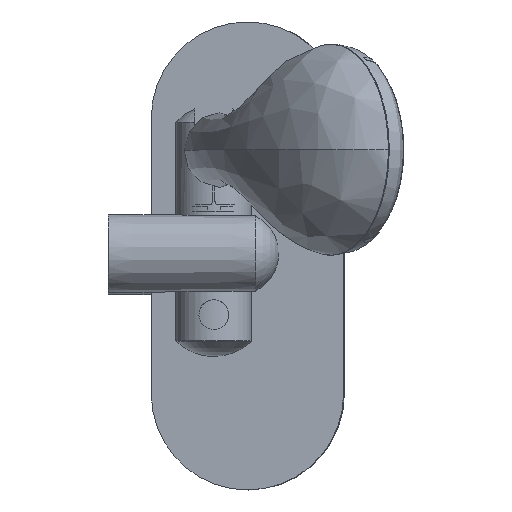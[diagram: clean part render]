
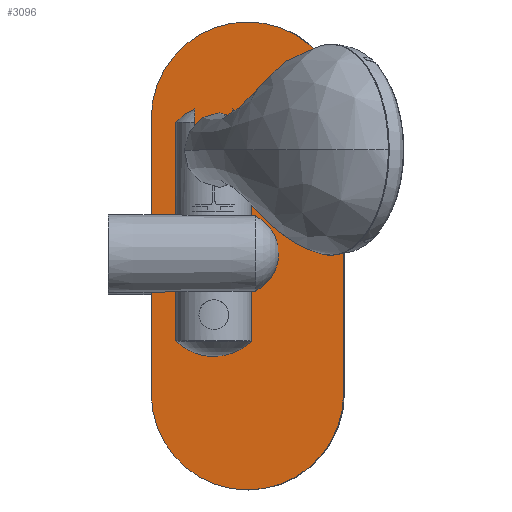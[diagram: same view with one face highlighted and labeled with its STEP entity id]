
A CAD part, top view. The second image highlights one B-rep face of the part: STEP entity #3096.
In plain terms, the highlighted planar face has unit normal (-0.052, 0, 0.999).
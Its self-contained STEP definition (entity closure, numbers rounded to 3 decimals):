
#58=LINE('',#4904,#182);
#73=LINE('',#4990,#197);
#74=LINE('',#4992,#198);
#75=LINE('',#4996,#199);
#76=LINE('',#4999,#200);
#182=VECTOR('',#3799,1000.);
#197=VECTOR('',#3850,1000.);
#198=VECTOR('',#3851,1000.);
#199=VECTOR('',#3854,1000.);
#200=VECTOR('',#3857,1000.);
#855=ORIENTED_EDGE('',*,*,#1587,.F.);
#856=ORIENTED_EDGE('',*,*,#1588,.F.);
#857=ORIENTED_EDGE('',*,*,#1589,.F.);
#858=ORIENTED_EDGE('',*,*,#1590,.F.);
#859=ORIENTED_EDGE('',*,*,#1591,.F.);
#860=ORIENTED_EDGE('',*,*,#1556,.F.);
#861=ORIENTED_EDGE('',*,*,#1592,.F.);
#862=ORIENTED_EDGE('',*,*,#1593,.F.);
#1556=EDGE_CURVE('',#2110,#2111,#58,.T.);
#1587=EDGE_CURVE('',#2134,#2135,#2575,.T.);
#1588=EDGE_CURVE('',#2136,#2134,#73,.T.);
#1589=EDGE_CURVE('',#2137,#2136,#74,.T.);
#1590=EDGE_CURVE('',#2138,#2137,#2576,.T.);
#1591=EDGE_CURVE('',#2111,#2138,#75,.T.);
#1592=EDGE_CURVE('',#2139,#2110,#2577,.T.);
#1593=EDGE_CURVE('',#2135,#2139,#76,.T.);
#2110=VERTEX_POINT('',#4903);
#2111=VERTEX_POINT('',#4905);
#2134=VERTEX_POINT('',#4988);
#2135=VERTEX_POINT('',#4989);
#2136=VERTEX_POINT('',#4991);
#2137=VERTEX_POINT('',#4993);
#2138=VERTEX_POINT('',#4995);
#2139=VERTEX_POINT('',#4998);
#2575=CIRCLE('',#3565,45.635);
#2576=CIRCLE('',#3566,11.366);
#2577=CIRCLE('',#3567,45.634);
#2680=EDGE_LOOP('',(#855,#856,#857,#858,#859,#860,#861,#862));
#2867=FACE_BOUND('',#2680,.T.);
#3042=PLANE('',#3564);
#3096=ADVANCED_FACE('',(#2867),#3042,.F.);
#3564=AXIS2_PLACEMENT_3D('',#4986,#3846,#3847);
#3565=AXIS2_PLACEMENT_3D('',#4987,#3848,#3849);
#3566=AXIS2_PLACEMENT_3D('',#4994,#3852,#3853);
#3567=AXIS2_PLACEMENT_3D('',#4997,#3855,#3856);
#3799=DIRECTION('',(0.,1.,0.));
#3846=DIRECTION('',(0.052,0.,-0.999));
#3847=DIRECTION('',(-0.999,0.,-0.052));
#3848=DIRECTION('',(0.052,0.,-0.999));
#3849=DIRECTION('',(0.999,0.,0.052));
#3850=DIRECTION('',(0.,1.,0.));
#3851=DIRECTION('',(-0.999,0.,-0.052));
#3852=DIRECTION('',(-0.052,0.,0.999));
#3853=DIRECTION('',(-0.999,0.,-0.052));
#3854=DIRECTION('',(0.999,0.,0.052));
#3855=DIRECTION('',(0.052,0.,-0.999));
#3856=DIRECTION('',(-0.999,0.,-0.052));
#3857=DIRECTION('',(0.,-1.,0.));
#4903=CARTESIAN_POINT('',(20.384,-65.42,33.352));
#4904=CARTESIAN_POINT('',(20.384,-65.42,33.352));
#4905=CARTESIAN_POINT('',(20.385,-11.365,33.352));
#4986=CARTESIAN_POINT('',(65.956,65.017,35.74));
#4987=CARTESIAN_POINT('',(65.956,65.017,35.74));
#4988=CARTESIAN_POINT('',(20.385,65.42,33.352));
#4989=CARTESIAN_POINT('',(111.527,65.42,38.129));
#4990=CARTESIAN_POINT('',(20.385,11.365,33.352));
#4991=CARTESIAN_POINT('',(20.385,11.365,33.352));
#4992=CARTESIAN_POINT('',(20.385,11.365,33.352));
#4993=CARTESIAN_POINT('',(49.81,11.365,34.894));
#4994=CARTESIAN_POINT('',(50.006,0.,34.904));
#4995=CARTESIAN_POINT('',(49.81,-11.365,34.894));
#4996=CARTESIAN_POINT('',(20.385,-11.365,33.352));
#4997=CARTESIAN_POINT('',(65.956,-65.42,35.74));
#4998=CARTESIAN_POINT('',(111.528,-65.42,38.129));
#4999=CARTESIAN_POINT('',(111.527,65.42,38.129));
